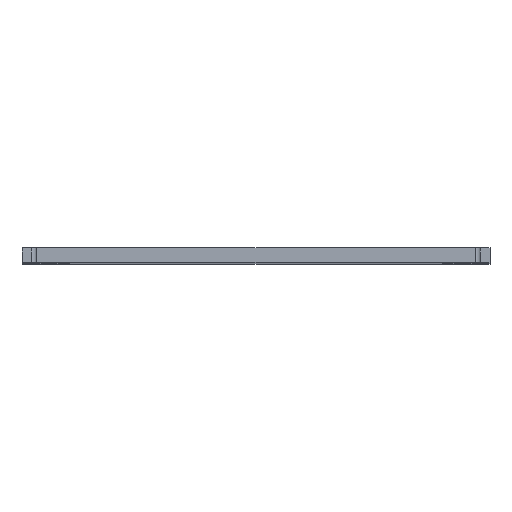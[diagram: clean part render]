
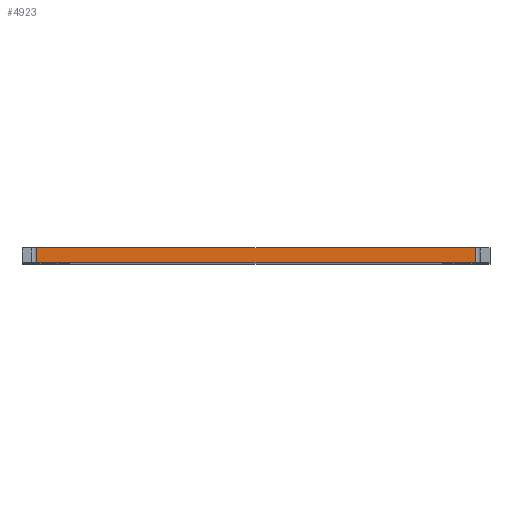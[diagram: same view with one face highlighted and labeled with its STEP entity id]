
A CAD part, top view. The second image highlights one B-rep face of the part: STEP entity #4923.
In plain terms, the highlighted planar face has unit normal (0, 0, 1).
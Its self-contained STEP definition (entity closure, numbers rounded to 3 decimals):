
#221=PLANE('',#5245);
#455=FACE_OUTER_BOUND('',#709,.T.);
#709=EDGE_LOOP('',(#4601,#4602,#4603,#4604));
#740=LINE('',#6557,#1376);
#1106=LINE('',#7396,#1742);
#1317=LINE('',#7833,#1953);
#1341=LINE('',#7881,#1977);
#1376=VECTOR('',#5286,10.);
#1742=VECTOR('',#5768,10.);
#1953=VECTOR('',#6353,10.);
#1977=VECTOR('',#6425,10.);
#2085=VERTEX_POINT('',#6554);
#2086=VERTEX_POINT('',#6556);
#2500=VERTEX_POINT('',#7393);
#2501=VERTEX_POINT('',#7395);
#2558=EDGE_CURVE('',#2085,#2086,#740,.T.);
#2978=EDGE_CURVE('',#2500,#2501,#1106,.T.);
#3205=EDGE_CURVE('',#2086,#2500,#1317,.T.);
#3229=EDGE_CURVE('',#2085,#2501,#1341,.T.);
#4601=ORIENTED_EDGE('',*,*,#2558,.F.);
#4602=ORIENTED_EDGE('',*,*,#3229,.T.);
#4603=ORIENTED_EDGE('',*,*,#2978,.F.);
#4604=ORIENTED_EDGE('',*,*,#3205,.F.);
#4923=ADVANCED_FACE('',(#455),#221,.T.);
#5245=AXIS2_PLACEMENT_3D('',#7914,#6479,#6480);
#5286=DIRECTION('',(-1.,0.,0.));
#5768=DIRECTION('',(1.,0.,0.));
#6353=DIRECTION('',(0.,1.,0.));
#6425=DIRECTION('',(0.,1.,0.));
#6479=DIRECTION('center_axis',(0.,0.,1.));
#6480=DIRECTION('ref_axis',(1.,0.,0.));
#6554=CARTESIAN_POINT('',(117.75,0.,300.));
#6556=CARTESIAN_POINT('',(-117.75,0.,300.));
#6557=CARTESIAN_POINT('',(117.75,0.,300.));
#7393=CARTESIAN_POINT('',(-117.75,8.,300.));
#7395=CARTESIAN_POINT('',(117.75,8.,300.));
#7396=CARTESIAN_POINT('',(117.75,8.,300.));
#7833=CARTESIAN_POINT('',(-117.75,0.,300.));
#7881=CARTESIAN_POINT('',(117.75,0.,300.));
#7914=CARTESIAN_POINT('Origin',(-117.75,0.,300.));
